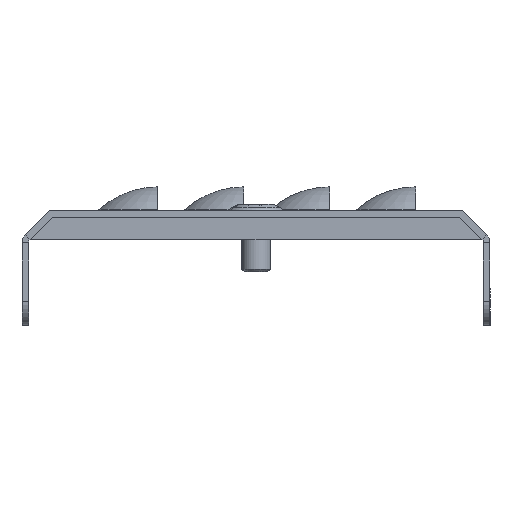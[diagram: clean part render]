
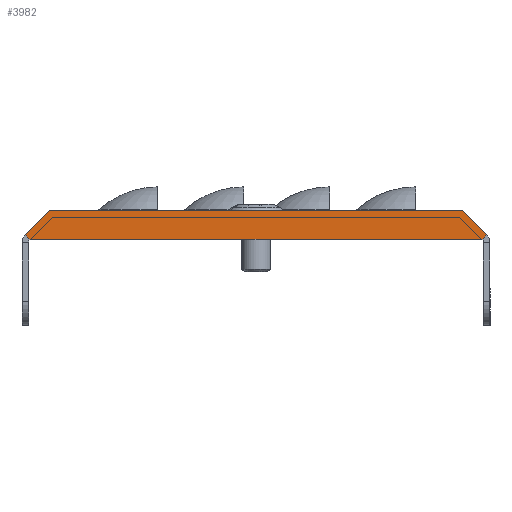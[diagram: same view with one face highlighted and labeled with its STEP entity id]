
A CAD part, left-side view. The second image highlights one B-rep face of the part: STEP entity #3982.
In plain terms, the highlighted planar face has unit normal (-1, 0, 0).
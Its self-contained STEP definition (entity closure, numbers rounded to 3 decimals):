
#88 = LINE ( 'NONE', #6565, #2159 ) ;
#318 = CARTESIAN_POINT ( 'NONE',  ( -395., -97.403, -5.047 ) ) ;
#375 = CARTESIAN_POINT ( 'NONE',  ( -395., -96.249, -6.037 ) ) ;
#564 = EDGE_CURVE ( 'NONE', #2601, #7772, #986, .T. ) ;
#986 = LINE ( 'NONE', #1075, #4580 ) ;
#1075 = CARTESIAN_POINT ( 'NONE',  ( -395., -49.053, -6.037 ) ) ;
#1171 = ORIENTED_EDGE ( 'NONE', *, *, #7994, .T. ) ;
#1245 = DIRECTION ( 'NONE',  ( 0., 0., 1. ) ) ;
#1313 = DIRECTION ( 'NONE',  ( 0., -1., 0. ) ) ;
#1328 = PLANE ( 'NONE',  #6186 ) ;
#1350 = DIRECTION ( 'NONE',  ( 0., -1., 0. ) ) ;
#1373 = DIRECTION ( 'NONE',  ( 1., 0., 0. ) ) ;
#1411 = CARTESIAN_POINT ( 'NONE',  ( -395., -92.356, 0. ) ) ;
#1426 = LINE ( 'NONE', #2068, #7379 ) ;
#1467 = EDGE_CURVE ( 'NONE', #6159, #5117, #6529, .T. ) ;
#1480 = EDGE_CURVE ( 'NONE', #7772, #6159, #88, .T. ) ;
#2068 = CARTESIAN_POINT ( 'NONE',  ( -395., -1.693, -6.037 ) ) ;
#2159 = VECTOR ( 'NONE', #1313, 1000. ) ;
#2272 = ORIENTED_EDGE ( 'NONE', *, *, #1467, .T. ) ;
#2292 = ORIENTED_EDGE ( 'NONE', *, *, #2868, .T. ) ;
#2518 = VECTOR ( 'NONE', #4911, 1000. ) ;
#2550 = EDGE_CURVE ( 'NONE', #3402, #2681, #6160, .T. ) ;
#2601 = VERTEX_POINT ( 'NONE', #5494 ) ;
#2658 = CARTESIAN_POINT ( 'NONE',  ( -395., -92.356, 0. ) ) ;
#2679 = DIRECTION ( 'NONE',  ( 0., 0.707, 0.707 ) ) ;
#2681 = VERTEX_POINT ( 'NONE', #7623 ) ;
#2729 = EDGE_LOOP ( 'NONE', ( #6528, #3258, #6378, #8095, #2272, #7214, #1171, #2292 ) ) ;
#2868 = EDGE_CURVE ( 'NONE', #7156, #3402, #4051, .T. ) ;
#3232 = VECTOR ( 'NONE', #2679, 1000. ) ;
#3258 = ORIENTED_EDGE ( 'NONE', *, *, #4971, .T. ) ;
#3314 = VECTOR ( 'NONE', #6456, 1000. ) ;
#3402 = VERTEX_POINT ( 'NONE', #5396 ) ;
#3819 = CARTESIAN_POINT ( 'NONE',  ( -395., -92.356, 0. ) ) ;
#3903 = FACE_OUTER_BOUND ( 'NONE', #2729, .T. ) ;
#3982 = ADVANCED_FACE ( 'NONE', ( #3903 ), #1328, .F. ) ;
#4000 = EDGE_CURVE ( 'NONE', #5117, #7167, #5807, .T. ) ;
#4044 = DIRECTION ( 'NONE',  ( 0., 1., 0. ) ) ;
#4051 = LINE ( 'NONE', #7239, #3314 ) ;
#4580 = VECTOR ( 'NONE', #6095, 1000. ) ;
#4659 = CARTESIAN_POINT ( 'NONE',  ( -395., -5.75, 0. ) ) ;
#4911 = DIRECTION ( 'NONE',  ( 0., -0.707, -0.707 ) ) ;
#4971 = EDGE_CURVE ( 'NONE', #2681, #2601, #1426, .T. ) ;
#5117 = VERTEX_POINT ( 'NONE', #318 ) ;
#5396 = CARTESIAN_POINT ( 'NONE',  ( -395., -0.703, -5.047 ) ) ;
#5494 = CARTESIAN_POINT ( 'NONE',  ( -395., -1.857, -6.037 ) ) ;
#5807 = LINE ( 'NONE', #3819, #3232 ) ;
#5894 = VECTOR ( 'NONE', #4044, 1000. ) ;
#6065 = VECTOR ( 'NONE', #7125, 1000. ) ;
#6095 = DIRECTION ( 'NONE',  ( 0., -1., 0. ) ) ;
#6159 = VERTEX_POINT ( 'NONE', #8292 ) ;
#6160 = LINE ( 'NONE', #8115, #2518 ) ;
#6186 = AXIS2_PLACEMENT_3D ( 'NONE', #6468, #1373, #1245 ) ;
#6378 = ORIENTED_EDGE ( 'NONE', *, *, #564, .T. ) ;
#6456 = DIRECTION ( 'NONE',  ( 0., 0.707, -0.707 ) ) ;
#6468 = CARTESIAN_POINT ( 'NONE',  ( -395., -6.744, -2.4 ) ) ;
#6528 = ORIENTED_EDGE ( 'NONE', *, *, #2550, .T. ) ;
#6529 = LINE ( 'NONE', #7084, #6065 ) ;
#6565 = CARTESIAN_POINT ( 'NONE',  ( -395., -96.413, -6.037 ) ) ;
#7084 = CARTESIAN_POINT ( 'NONE',  ( -395., -96.413, -6.037 ) ) ;
#7125 = DIRECTION ( 'NONE',  ( 0., -0.707, 0.707 ) ) ;
#7156 = VERTEX_POINT ( 'NONE', #4659 ) ;
#7167 = VERTEX_POINT ( 'NONE', #1411 ) ;
#7214 = ORIENTED_EDGE ( 'NONE', *, *, #4000, .T. ) ;
#7239 = CARTESIAN_POINT ( 'NONE',  ( -395., -5.75, 0. ) ) ;
#7379 = VECTOR ( 'NONE', #1350, 1000. ) ;
#7623 = CARTESIAN_POINT ( 'NONE',  ( -395., -1.693, -6.037 ) ) ;
#7772 = VERTEX_POINT ( 'NONE', #375 ) ;
#7856 = LINE ( 'NONE', #2658, #5894 ) ;
#7994 = EDGE_CURVE ( 'NONE', #7167, #7156, #7856, .T. ) ;
#8095 = ORIENTED_EDGE ( 'NONE', *, *, #1480, .T. ) ;
#8115 = CARTESIAN_POINT ( 'NONE',  ( -395., -0.703, -5.047 ) ) ;
#8292 = CARTESIAN_POINT ( 'NONE',  ( -395., -96.413, -6.037 ) ) ;
